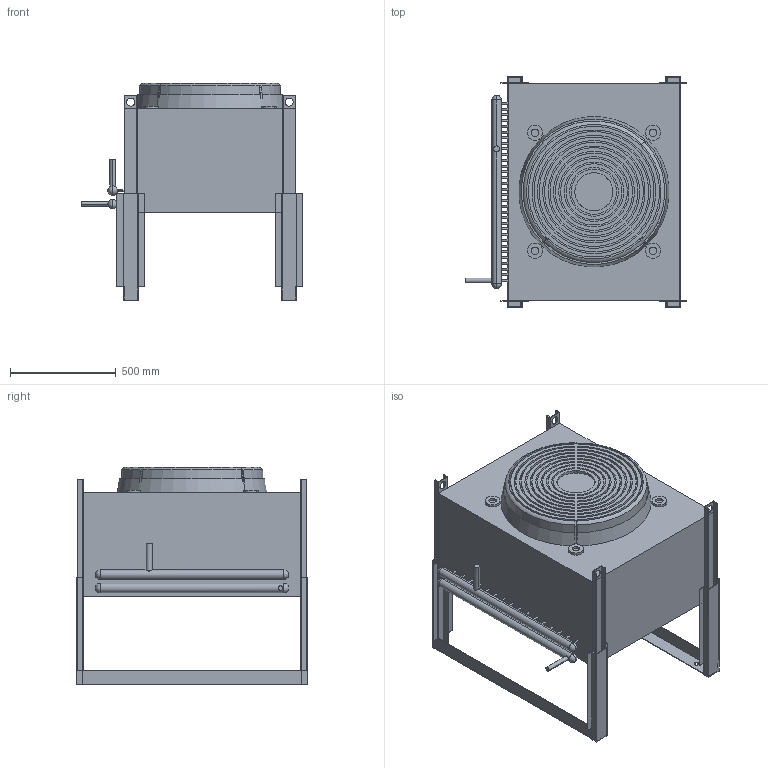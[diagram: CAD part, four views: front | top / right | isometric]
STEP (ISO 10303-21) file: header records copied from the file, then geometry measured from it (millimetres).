
FILE_DESCRIPTION(('starvars output'),'1');
FILE_NAME('cv20250326025242000054172.stp','02:52:44 2025/03/26',('Thomas Industrial Network Germany GmbH'),(' '),'Spatial InterOp 3D',' ',' ');
FILE_SCHEMA(('AUTOMOTIVE_DESIGN { 1 0 10303 214 3 1 1 }'));
Length unit declared in the file: millimetre
Products named in the file (1): 1
Bounding box: 1049.32 x 1092.25 x 1028.7 mm (x, y, z)
Volume: 419076682.5 mm3; surface area: 6890594.8 mm2
Topology: 7 solids, 7 shells, 449 faces, 1329 edges, 874 vertices
Faces by surface type: plane 235, cylinder 198, sphere 8, cone 4, torus 4
Entity records: 21442 total; most frequent: CARTESIAN_POINT 5450, ORIENTED_EDGE 2626, DIRECTION 2455, EDGE_CURVE 1313, VERTEX_POINT 874, AXIS2_PLACEMENT_3D 828, LINE 799, VECTOR 799
